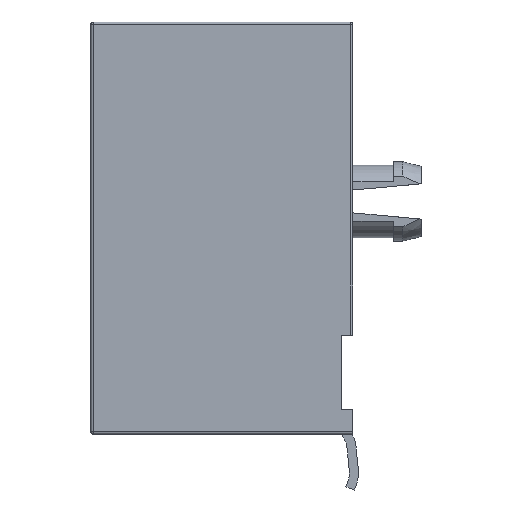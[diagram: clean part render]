
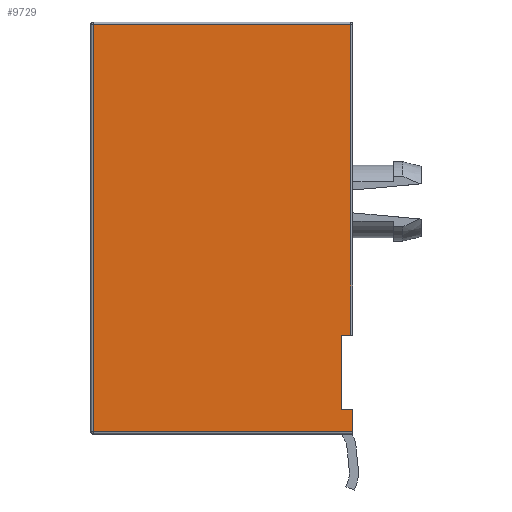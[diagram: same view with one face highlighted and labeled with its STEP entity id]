
A CAD part, left-side view. The second image highlights one B-rep face of the part: STEP entity #9729.
In plain terms, the highlighted planar face has unit normal (-1, 0, 0).
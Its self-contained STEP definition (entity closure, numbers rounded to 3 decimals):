
#313=PLANE('',#10288);
#685=LINE('',#13752,#1850);
#688=LINE('',#13756,#1853);
#696=LINE('',#13784,#1861);
#699=LINE('',#13799,#1864);
#829=LINE('',#14087,#1994);
#831=LINE('',#14091,#1996);
#832=LINE('',#14093,#1997);
#833=LINE('',#14094,#1998);
#1850=VECTOR('',#11055,10.);
#1853=VECTOR('',#11060,10.);
#1861=VECTOR('',#11090,10.);
#1864=VECTOR('',#11107,10.);
#1994=VECTOR('',#11285,0.5);
#1996=VECTOR('',#11289,1.1);
#1997=VECTOR('',#11290,0.5);
#1998=VECTOR('',#11291,3.25);
#3172=FACE_OUTER_BOUND('',#3691,.T.);
#3691=EDGE_LOOP('',(#7057,#7058,#7059,#7060,#7061,#7062,#7063,#7064));
#4426=VERTEX_POINT('',#13698);
#4431=VERTEX_POINT('',#13708);
#4439=VERTEX_POINT('',#13730);
#4451=VERTEX_POINT('',#13780);
#4457=VERTEX_POINT('',#13797);
#4591=VERTEX_POINT('',#14086);
#4592=VERTEX_POINT('',#14090);
#4593=VERTEX_POINT('',#14092);
#5394=EDGE_CURVE('',#4426,#4439,#685,.T.);
#5397=EDGE_CURVE('',#4439,#4431,#688,.T.);
#5411=EDGE_CURVE('',#4431,#4451,#696,.T.);
#5418=EDGE_CURVE('',#4457,#4426,#699,.T.);
#5562=EDGE_CURVE('',#4451,#4591,#829,.T.);
#5564=EDGE_CURVE('',#4592,#4457,#831,.T.);
#5565=EDGE_CURVE('',#4592,#4593,#832,.T.);
#5566=EDGE_CURVE('',#4593,#4591,#833,.T.);
#7057=ORIENTED_EDGE('',*,*,#5418,.F.);
#7058=ORIENTED_EDGE('',*,*,#5564,.F.);
#7059=ORIENTED_EDGE('',*,*,#5565,.T.);
#7060=ORIENTED_EDGE('',*,*,#5566,.T.);
#7061=ORIENTED_EDGE('',*,*,#5562,.F.);
#7062=ORIENTED_EDGE('',*,*,#5411,.F.);
#7063=ORIENTED_EDGE('',*,*,#5397,.F.);
#7064=ORIENTED_EDGE('',*,*,#5394,.F.);
#9729=ADVANCED_FACE('',(#3172),#313,.T.);
#10288=AXIS2_PLACEMENT_3D('',#14089,#11287,#11288);
#11055=DIRECTION('',(0.,0.,1.));
#11060=DIRECTION('',(0.,-1.,0.));
#11090=DIRECTION('',(0.,0.,-1.));
#11107=DIRECTION('',(0.,1.,0.));
#11285=DIRECTION('',(0.,1.,0.));
#11287=DIRECTION('center_axis',(-1.,0.,0.));
#11288=DIRECTION('ref_axis',(0.,-1.,0.));
#11289=DIRECTION('',(0.,0.,-1.));
#11290=DIRECTION('',(0.,1.,0.));
#11291=DIRECTION('',(0.,0.,1.));
#13698=CARTESIAN_POINT('',(-7.62,5.65,-18.));
#13708=CARTESIAN_POINT('',(-7.62,-5.65,-0.1));
#13730=CARTESIAN_POINT('',(-7.62,5.65,-0.1));
#13752=CARTESIAN_POINT('',(-7.62,5.65,0.));
#13756=CARTESIAN_POINT('',(-7.62,2.875,-0.1));
#13780=CARTESIAN_POINT('',(-7.62,-5.65,-13.75));
#13784=CARTESIAN_POINT('',(-7.62,-5.65,0.));
#13797=CARTESIAN_POINT('',(-7.62,-5.75,-18.));
#13799=CARTESIAN_POINT('',(-7.62,2.875,-18.));
#14086=CARTESIAN_POINT('',(-7.62,-5.25,-13.75));
#14087=CARTESIAN_POINT('',(-7.62,-5.75,-13.75));
#14089=CARTESIAN_POINT('Origin',(-7.62,5.75,0.));
#14090=CARTESIAN_POINT('',(-7.62,-5.75,-17.));
#14091=CARTESIAN_POINT('',(-7.62,-5.75,-17.));
#14092=CARTESIAN_POINT('',(-7.62,-5.25,-17.));
#14093=CARTESIAN_POINT('',(-7.62,-5.75,-17.));
#14094=CARTESIAN_POINT('',(-7.62,-5.25,-17.));
